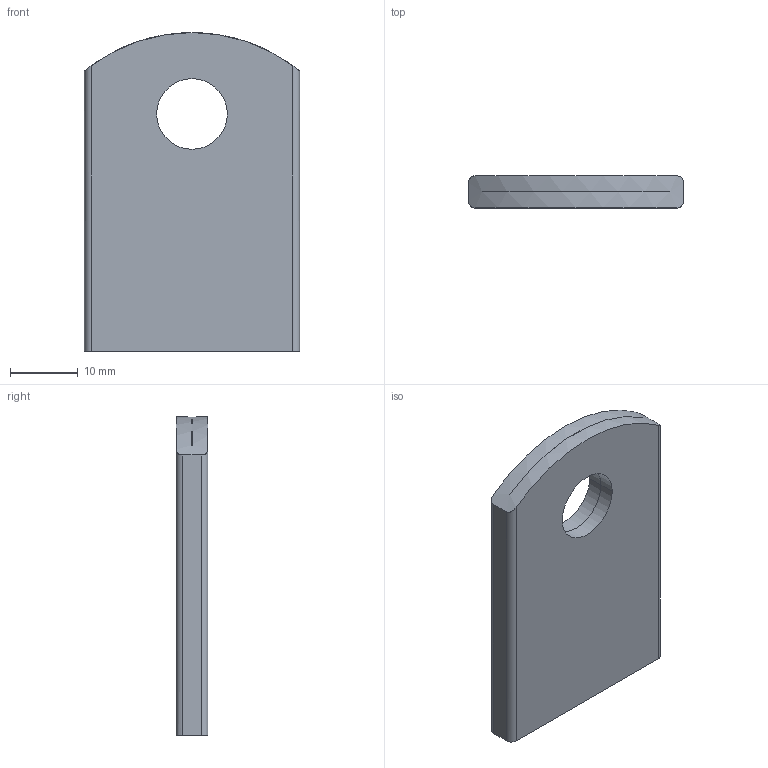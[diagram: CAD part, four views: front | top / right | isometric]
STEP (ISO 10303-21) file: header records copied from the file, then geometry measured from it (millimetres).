
FILE_DESCRIPTION (( 'STEP AP214' ), '1' );
FILE_NAME ('2040-063.STEP', '2024-07-31T12:28:27', ( '' ), ( '' ), 'SwSTEP 2.0', 'SolidWorks 2022', '' );
FILE_SCHEMA (( 'AUTOMOTIVE_DESIGN' ));
Length unit declared in the file: millimetre
Products named in the file (1): 2040-063
Bounding box: 31.7 x 4.7 x 47 mm (x, y, z)
Volume: 4809.8 mm3; surface area: 6000.3 mm2
Topology: 1 solids, 1 shells, 115 faces, 306 edges, 204 vertices
Faces by surface type: plane 77, bspline 26, cylinder 12
Entity records: 3804 total; most frequent: CARTESIAN_POINT 1052, ORIENTED_EDGE 612, DIRECTION 452, EDGE_CURVE 306, VECTOR 228, LINE 228, VERTEX_POINT 204, EDGE_LOOP 132
